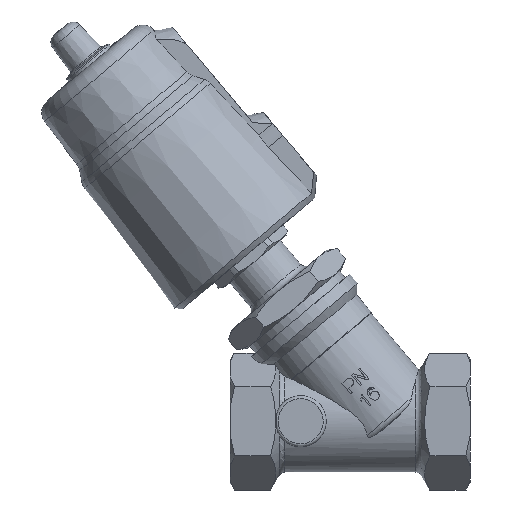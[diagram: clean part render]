
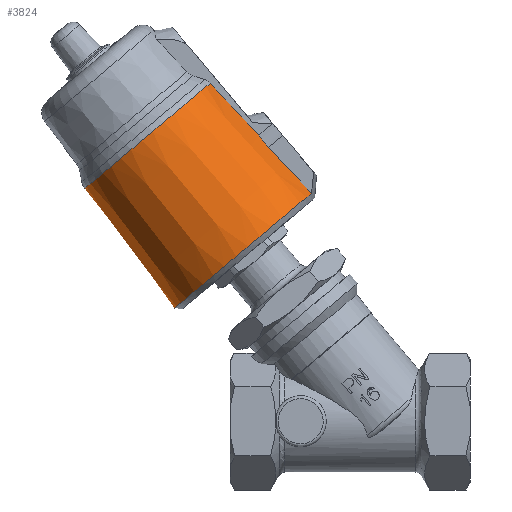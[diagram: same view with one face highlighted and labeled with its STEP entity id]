
A CAD part, left-side view. The second image highlights one B-rep face of the part: STEP entity #3824.
In plain terms, the highlighted conical face has half-angle 3.09 degrees and reference radius 29.325 mm.
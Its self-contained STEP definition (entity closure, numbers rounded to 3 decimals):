
#119=CONICAL_SURFACE('',#4082,29.325,3.09);
#164=B_SPLINE_CURVE_WITH_KNOTS('',3,(#5412,#5413,#5414,#5415,#5416,#5417,
#5418,#5419,#5420),.UNSPECIFIED.,.F.,.F.,(4,2,3,4),(-0.514,
-0.373,0.,0.018),.UNSPECIFIED.);
#165=B_SPLINE_CURVE_WITH_KNOTS('',3,(#5426,#5427,#5428,#5429,#5430,#5431,
#5432,#5433,#5434),.UNSPECIFIED.,.F.,.F.,(4,2,3,4),(-0.514,
-0.373,0.,0.018),.UNSPECIFIED.);
#358=(
BOUNDED_CURVE()
B_SPLINE_CURVE(2,(#5260,#5261,#5262),.UNSPECIFIED.,.F.,.F.)
B_SPLINE_CURVE_WITH_KNOTS((3,3),(1.564,2.098),
 .UNSPECIFIED.)
CURVE()
GEOMETRIC_REPRESENTATION_ITEM()
RATIONAL_B_SPLINE_CURVE((1.,1.,1.))
REPRESENTATION_ITEM('')
);
#359=(
BOUNDED_CURVE()
B_SPLINE_CURVE(2,(#5264,#5265,#5266),.UNSPECIFIED.,.F.,.F.)
B_SPLINE_CURVE_WITH_KNOTS((3,3),(0.27,1.83),
 .UNSPECIFIED.)
CURVE()
GEOMETRIC_REPRESENTATION_ITEM()
RATIONAL_B_SPLINE_CURVE((1.,1.,1.))
REPRESENTATION_ITEM('')
);
#360=(
BOUNDED_CURVE()
B_SPLINE_CURVE(2,(#5268,#5269,#5270),.UNSPECIFIED.,.F.,.F.)
B_SPLINE_CURVE_WITH_KNOTS((3,3),(0.,0.27),.UNSPECIFIED.)
CURVE()
GEOMETRIC_REPRESENTATION_ITEM()
RATIONAL_B_SPLINE_CURVE((1.,1.,1.))
REPRESENTATION_ITEM('')
);
#369=(
BOUNDED_CURVE()
B_SPLINE_CURVE(2,(#5359,#5360,#5361),.UNSPECIFIED.,.F.,.F.)
B_SPLINE_CURVE_WITH_KNOTS((3,3),(2.093,2.363),
 .UNSPECIFIED.)
CURVE()
GEOMETRIC_REPRESENTATION_ITEM()
RATIONAL_B_SPLINE_CURVE((1.,1.,1.))
REPRESENTATION_ITEM('')
);
#370=(
BOUNDED_CURVE()
B_SPLINE_CURVE(2,(#5363,#5364,#5365),.UNSPECIFIED.,.F.,.F.)
B_SPLINE_CURVE_WITH_KNOTS((3,3),(0.533,2.093),
 .UNSPECIFIED.)
CURVE()
GEOMETRIC_REPRESENTATION_ITEM()
RATIONAL_B_SPLINE_CURVE((1.,1.,1.))
REPRESENTATION_ITEM('')
);
#371=(
BOUNDED_CURVE()
B_SPLINE_CURVE(2,(#5367,#5368,#5369),.UNSPECIFIED.,.F.,.F.)
B_SPLINE_CURVE_WITH_KNOTS((3,3),(1.564,2.098),
 .UNSPECIFIED.)
CURVE()
GEOMETRIC_REPRESENTATION_ITEM()
RATIONAL_B_SPLINE_CURVE((1.,1.,1.))
REPRESENTATION_ITEM('')
);
#375=(
BOUNDED_CURVE()
B_SPLINE_CURVE(2,(#5406,#5407,#5408),.UNSPECIFIED.,.F.,.F.)
B_SPLINE_CURVE_WITH_KNOTS((3,3),(0.,2.093),.UNSPECIFIED.)
CURVE()
GEOMETRIC_REPRESENTATION_ITEM()
RATIONAL_B_SPLINE_CURVE((1.,1.,1.))
REPRESENTATION_ITEM('')
);
#376=(
BOUNDED_CURVE()
B_SPLINE_CURVE(2,(#5422,#5423,#5424),.UNSPECIFIED.,.F.,.F.)
B_SPLINE_CURVE_WITH_KNOTS((3,3),(0.,2.093),.UNSPECIFIED.)
CURVE()
GEOMETRIC_REPRESENTATION_ITEM()
RATIONAL_B_SPLINE_CURVE((1.,1.,1.))
REPRESENTATION_ITEM('')
);
#869=FACE_OUTER_BOUND('',#1107,.T.);
#1107=EDGE_LOOP('',(#2606,#2607,#2608,#2609,#2610,#2611,#2612,#2613,#2614,
#2615,#2616,#2617));
#1372=CIRCLE('',#4078,30.648);
#1373=CIRCLE('',#4083,27.964);
#1510=VERTEX_POINT('',#5257);
#1511=VERTEX_POINT('',#5259);
#1512=VERTEX_POINT('',#5263);
#1513=VERTEX_POINT('',#5267);
#1527=VERTEX_POINT('',#5349);
#1528=VERTEX_POINT('',#5358);
#1529=VERTEX_POINT('',#5362);
#1530=VERTEX_POINT('',#5366);
#1536=VERTEX_POINT('',#5394);
#1537=VERTEX_POINT('',#5398);
#1538=VERTEX_POINT('',#5404);
#1539=VERTEX_POINT('',#5410);
#1923=EDGE_CURVE('',#1511,#1510,#358,.T.);
#1924=EDGE_CURVE('',#1512,#1511,#359,.T.);
#1925=EDGE_CURVE('',#1513,#1512,#360,.T.);
#1943=EDGE_CURVE('',#1528,#1527,#369,.T.);
#1944=EDGE_CURVE('',#1529,#1528,#370,.T.);
#1945=EDGE_CURVE('',#1529,#1530,#371,.T.);
#1959=EDGE_CURVE('',#1536,#1537,#1372,.T.);
#1961=EDGE_CURVE('',#1538,#1537,#375,.T.);
#1963=EDGE_CURVE('',#1510,#1539,#164,.T.);
#1964=EDGE_CURVE('',#1539,#1536,#376,.T.);
#1965=EDGE_CURVE('',#1530,#1538,#165,.T.);
#1966=EDGE_CURVE('',#1513,#1527,#1373,.T.);
#2606=ORIENTED_EDGE('',*,*,#1959,.T.);
#2607=ORIENTED_EDGE('',*,*,#1961,.F.);
#2608=ORIENTED_EDGE('',*,*,#1965,.F.);
#2609=ORIENTED_EDGE('',*,*,#1945,.F.);
#2610=ORIENTED_EDGE('',*,*,#1944,.T.);
#2611=ORIENTED_EDGE('',*,*,#1943,.T.);
#2612=ORIENTED_EDGE('',*,*,#1966,.F.);
#2613=ORIENTED_EDGE('',*,*,#1925,.T.);
#2614=ORIENTED_EDGE('',*,*,#1924,.T.);
#2615=ORIENTED_EDGE('',*,*,#1923,.T.);
#2616=ORIENTED_EDGE('',*,*,#1963,.T.);
#2617=ORIENTED_EDGE('',*,*,#1964,.T.);
#3824=ADVANCED_FACE('',(#869),#119,.T.);
#4078=AXIS2_PLACEMENT_3D('',#5402,#4456,#4457);
#4082=AXIS2_PLACEMENT_3D('',#5425,#4466,#4467);
#4083=AXIS2_PLACEMENT_3D('',#5435,#4468,#4469);
#4456=DIRECTION('center_axis',(0.,0.643,0.766));
#4457=DIRECTION('ref_axis',(0.,-0.766,0.643));
#4466=DIRECTION('center_axis',(0.,-0.643,-0.766));
#4467=DIRECTION('ref_axis',(0.,-0.766,0.643));
#4468=DIRECTION('center_axis',(0.,0.643,0.766));
#4469=DIRECTION('ref_axis',(0.,0.766,-0.643));
#5257=CARTESIAN_POINT('',(8.5,2.939,83.26));
#5259=CARTESIAN_POINT('',(8.5,6.657,87.215));
#5260=CARTESIAN_POINT('Ctrl Pts',(8.5,6.657,87.215));
#5261=CARTESIAN_POINT('Ctrl Pts',(8.5,4.808,85.249));
#5262=CARTESIAN_POINT('Ctrl Pts',(8.5,2.939,83.26));
#5263=CARTESIAN_POINT('',(8.5,17.312,98.548));
#5264=CARTESIAN_POINT('Ctrl Pts',(8.5,17.312,98.548));
#5265=CARTESIAN_POINT('Ctrl Pts',(8.5,12.07,92.973));
#5266=CARTESIAN_POINT('Ctrl Pts',(8.5,6.657,87.215));
#5267=CARTESIAN_POINT('',(8.5,19.122,100.472));
#5268=CARTESIAN_POINT('Ctrl Pts',(8.5,19.122,100.472));
#5269=CARTESIAN_POINT('Ctrl Pts',(8.5,18.22,99.513));
#5270=CARTESIAN_POINT('Ctrl Pts',(8.5,17.312,98.548));
#5349=CARTESIAN_POINT('',(-8.5,19.122,100.472));
#5358=CARTESIAN_POINT('',(-8.5,17.312,98.548));
#5359=CARTESIAN_POINT('Ctrl Pts',(-8.5,17.312,98.548));
#5360=CARTESIAN_POINT('Ctrl Pts',(-8.5,18.22,99.513));
#5361=CARTESIAN_POINT('Ctrl Pts',(-8.5,19.122,100.472));
#5362=CARTESIAN_POINT('',(-8.5,6.657,87.215));
#5363=CARTESIAN_POINT('Ctrl Pts',(-8.5,6.657,87.215));
#5364=CARTESIAN_POINT('Ctrl Pts',(-8.5,12.07,92.973));
#5365=CARTESIAN_POINT('Ctrl Pts',(-8.5,17.312,98.548));
#5366=CARTESIAN_POINT('',(-8.5,2.939,83.26));
#5367=CARTESIAN_POINT('Ctrl Pts',(-8.5,6.657,87.215));
#5368=CARTESIAN_POINT('Ctrl Pts',(-8.5,4.808,85.249));
#5369=CARTESIAN_POINT('Ctrl Pts',(-8.5,2.939,83.26));
#5394=CARTESIAN_POINT('',(10.,-14.614,63.891));
#5398=CARTESIAN_POINT('',(-10.,-14.614,63.891));
#5402=CARTESIAN_POINT('Origin',(0.,7.579,45.269));
#5404=CARTESIAN_POINT('',(-10.,-0.296,79.098));
#5406=CARTESIAN_POINT('Ctrl Pts',(-10.,-0.296,
79.098));
#5407=CARTESIAN_POINT('Ctrl Pts',(-10.,-7.305,71.655));
#5408=CARTESIAN_POINT('Ctrl Pts',(-10.,-14.614,63.891));
#5410=CARTESIAN_POINT('',(10.,-0.296,79.098));
#5412=CARTESIAN_POINT('Ctrl Pts',(8.5,2.939,83.26));
#5413=CARTESIAN_POINT('Ctrl Pts',(8.759,2.712,82.905));
#5414=CARTESIAN_POINT('Ctrl Pts',(8.989,2.467,82.536));
#5415=CARTESIAN_POINT('Ctrl Pts',(9.705,1.506,81.17));
#5416=CARTESIAN_POINT('Ctrl Pts',(9.976,0.677,80.143));
#5417=CARTESIAN_POINT('Ctrl Pts',(9.998,-0.171,79.231));
#5418=CARTESIAN_POINT('Ctrl Pts',(9.999,-0.212,79.187));
#5419=CARTESIAN_POINT('Ctrl Pts',(10.,-0.254,79.142));
#5420=CARTESIAN_POINT('Ctrl Pts',(10.,-0.296,79.098));
#5422=CARTESIAN_POINT('Ctrl Pts',(10.,-0.296,79.098));
#5423=CARTESIAN_POINT('Ctrl Pts',(10.,-7.305,71.655));
#5424=CARTESIAN_POINT('Ctrl Pts',(10.,-14.614,63.891));
#5425=CARTESIAN_POINT('Origin',(0.,23.329,64.039));
#5426=CARTESIAN_POINT('Ctrl Pts',(-8.5,2.939,83.26));
#5427=CARTESIAN_POINT('Ctrl Pts',(-8.759,2.712,82.905));
#5428=CARTESIAN_POINT('Ctrl Pts',(-8.989,2.467,82.536));
#5429=CARTESIAN_POINT('Ctrl Pts',(-9.705,1.506,81.17));
#5430=CARTESIAN_POINT('Ctrl Pts',(-9.976,0.677,80.143));
#5431=CARTESIAN_POINT('Ctrl Pts',(-9.998,-0.171,
79.231));
#5432=CARTESIAN_POINT('Ctrl Pts',(-9.999,-0.212,
79.187));
#5433=CARTESIAN_POINT('Ctrl Pts',(-10.,-0.254,
79.142));
#5434=CARTESIAN_POINT('Ctrl Pts',(-10.,-0.296,
79.098));
#5435=CARTESIAN_POINT('Origin',(0.,39.531,83.348));
